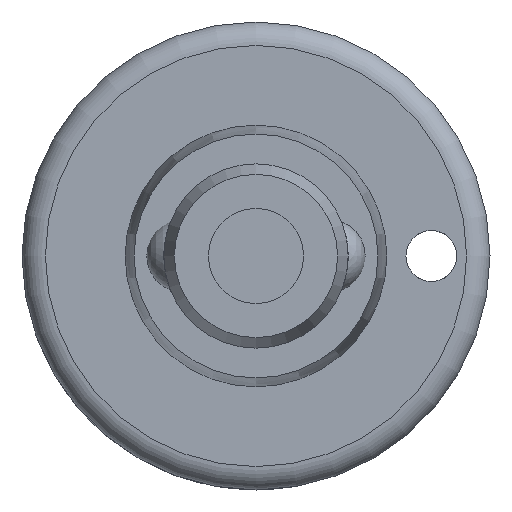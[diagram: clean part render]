
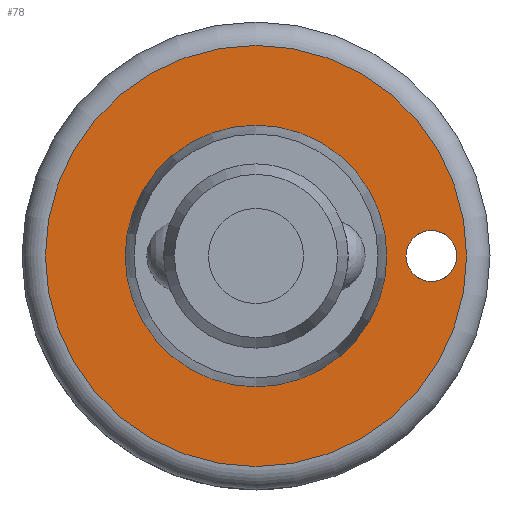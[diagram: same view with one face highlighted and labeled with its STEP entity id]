
A CAD part, front view. The second image highlights one B-rep face of the part: STEP entity #78.
In plain terms, the highlighted planar face has unit normal (0, -1, 0).
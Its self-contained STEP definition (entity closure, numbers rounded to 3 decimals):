
#78 = ADVANCED_FACE( '', ( #169, #170, #171 ), #172, .F. );
#169 = FACE_OUTER_BOUND( '', #257, .T. );
#170 = FACE_BOUND( '', #258, .T. );
#171 = FACE_BOUND( '', #259, .T. );
#172 = PLANE( '', #260 );
#257 = EDGE_LOOP( '', ( #375 ) );
#258 = EDGE_LOOP( '', ( #376 ) );
#259 = EDGE_LOOP( '', ( #377 ) );
#260 = AXIS2_PLACEMENT_3D( '', #378, #379, #380 );
#375 = ORIENTED_EDGE( '', *, *, #408, .F. );
#376 = ORIENTED_EDGE( '', *, *, #419, .T. );
#377 = ORIENTED_EDGE( '', *, *, #411, .T. );
#378 = CARTESIAN_POINT( '', ( -7.1, 17.58, 0. ) );
#379 = DIRECTION( '', ( 0., 1., 0. ) );
#380 = DIRECTION( '', ( 0., 0., 1. ) );
#408 = EDGE_CURVE( '', #459, #459, #460, .T. );
#411 = EDGE_CURVE( '', #464, #464, #465, .T. );
#419 = EDGE_CURVE( '', #475, #475, #476, .T. );
#459 = VERTEX_POINT( '', #626 );
#460 = CIRCLE( '', #627, 11.43 );
#464 = VERTEX_POINT( '', #631 );
#465 = CIRCLE( '', #632, 7.1 );
#475 = VERTEX_POINT( '', #667 );
#476 = CIRCLE( '', #668, 1.38 );
#626 = CARTESIAN_POINT( '', ( 0., 17.58, 11.43 ) );
#627 = AXIS2_PLACEMENT_3D( '', #708, #709, #710 );
#631 = CARTESIAN_POINT( '', ( 0., 17.58, 7.1 ) );
#632 = AXIS2_PLACEMENT_3D( '', #714, #715, #716 );
#667 = CARTESIAN_POINT( '', ( 9.52, 17.58, 1.38 ) );
#668 = AXIS2_PLACEMENT_3D( '', #723, #724, #725 );
#708 = CARTESIAN_POINT( '', ( 0., 17.58, 0. ) );
#709 = DIRECTION( '', ( 0., 1., 0. ) );
#710 = DIRECTION( '', ( 0., 0., 1. ) );
#714 = CARTESIAN_POINT( '', ( 0., 17.58, 0. ) );
#715 = DIRECTION( '', ( 0., 1., 0. ) );
#716 = DIRECTION( '', ( 0., 0., 1. ) );
#723 = CARTESIAN_POINT( '', ( 9.52, 17.58, 0. ) );
#724 = DIRECTION( '', ( 0., 1., 0. ) );
#725 = DIRECTION( '', ( 0., 0., 1. ) );
